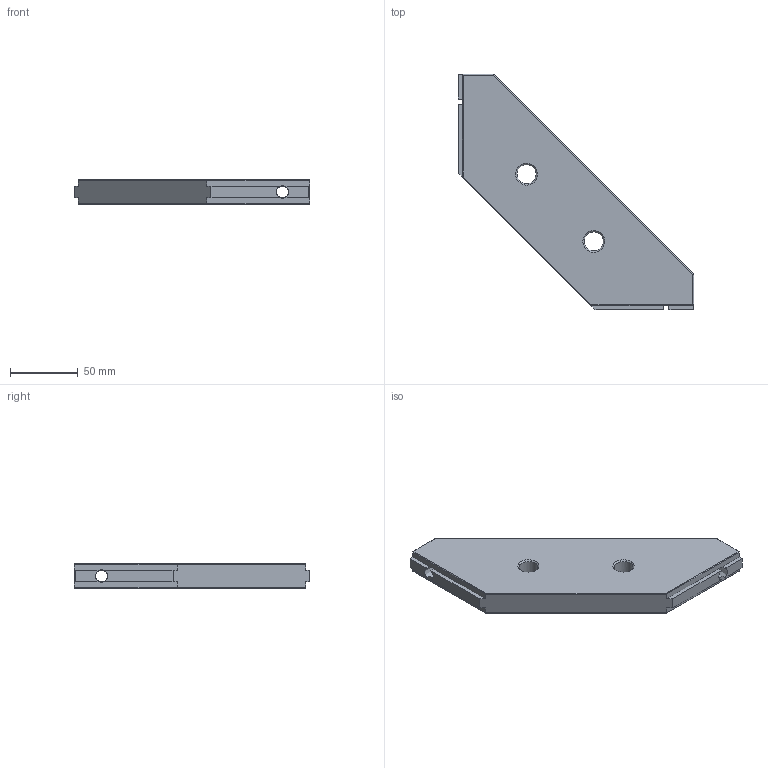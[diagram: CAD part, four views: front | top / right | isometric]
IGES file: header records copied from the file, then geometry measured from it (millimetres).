
Global section: file name: 520245; native system: Autodesk Inventor 2021; preprocessor: unknown; author: Mrówczyńska,,; organization: 11; date: 20221017.133401; units: millimetre
Bounding box: 173.24 x 173.24 x 18 mm (x, y, z)
Volume: 233873.2 mm3; surface area: 41625 mm2
Topology: 1 solids, 1 shells, 56 faces, 147 edges, 89 vertices
Faces by surface type: bspline 56
